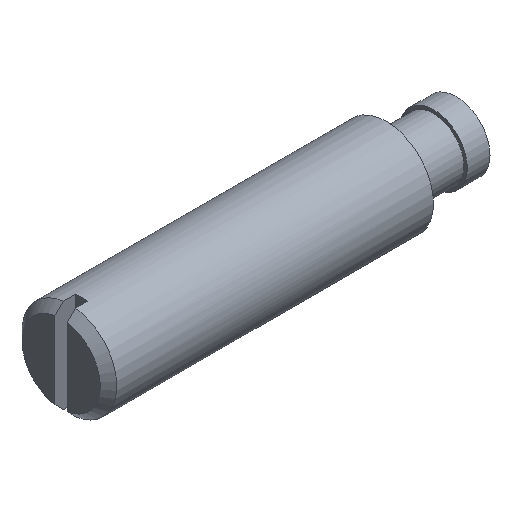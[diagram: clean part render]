
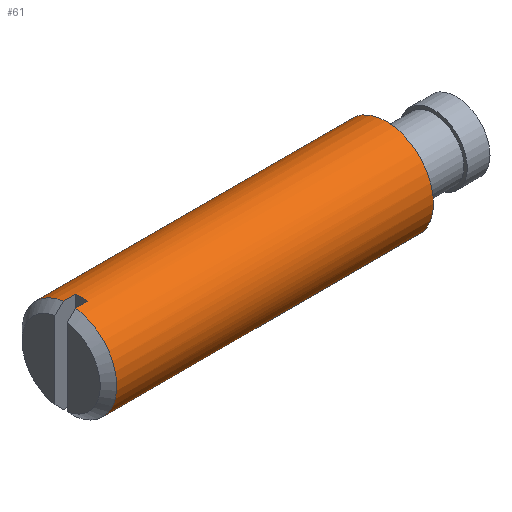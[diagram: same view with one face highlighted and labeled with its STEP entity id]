
A CAD part, isometric view. The second image highlights one B-rep face of the part: STEP entity #61.
In plain terms, the highlighted cylindrical face has radius 7 mm (diameter 14 mm), a full revolution.
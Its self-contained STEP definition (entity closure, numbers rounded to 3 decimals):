
#61 = ADVANCED_FACE( '', ( #121, #122 ), #123, .T. );
#121 = FACE_OUTER_BOUND( '', #173, .T. );
#122 = FACE_OUTER_BOUND( '', #174, .T. );
#123 = CYLINDRICAL_SURFACE( '', #175, 7. );
#173 = EDGE_LOOP( '', ( #264 ) );
#174 = EDGE_LOOP( '', ( #265, #266, #267, #268, #269, #270, #271, #272 ) );
#175 = AXIS2_PLACEMENT_3D( '', #273, #274, #275 );
#264 = ORIENTED_EDGE( '', *, *, #283, .F. );
#265 = ORIENTED_EDGE( '', *, *, #311, .T. );
#266 = ORIENTED_EDGE( '', *, *, #294, .T. );
#267 = ORIENTED_EDGE( '', *, *, #297, .F. );
#268 = ORIENTED_EDGE( '', *, *, #286, .T. );
#269 = ORIENTED_EDGE( '', *, *, #279, .T. );
#270 = ORIENTED_EDGE( '', *, *, #288, .T. );
#271 = ORIENTED_EDGE( '', *, *, #298, .F. );
#272 = ORIENTED_EDGE( '', *, *, #292, .T. );
#273 = CARTESIAN_POINT( '', ( 60., 0., 0. ) );
#274 = DIRECTION( '', ( -1., 0., 0. ) );
#275 = DIRECTION( '', ( 0., 1., 0. ) );
#279 = EDGE_CURVE( '', #319, #317, #320, .T. );
#283 = EDGE_CURVE( '', #325, #325, #326, .T. );
#286 = EDGE_CURVE( '', #329, #319, #330, .F. );
#288 = EDGE_CURVE( '', #317, #331, #333, .T. );
#292 = EDGE_CURVE( '', #340, #338, #341, .F. );
#294 = EDGE_CURVE( '', #344, #342, #345, .T. );
#297 = EDGE_CURVE( '', #329, #342, #348, .T. );
#298 = EDGE_CURVE( '', #340, #331, #349, .T. );
#311 = EDGE_CURVE( '', #338, #344, #364, .T. );
#317 = VERTEX_POINT( '', #370 );
#319 = VERTEX_POINT( '', #375 );
#320 = CIRCLE( '', #376, 7. );
#325 = VERTEX_POINT( '', #384 );
#326 = CIRCLE( '', #385, 7. );
#329 = VERTEX_POINT( '', #389 );
#330 = LINE( '', #390, #391 );
#331 = VERTEX_POINT( '', #392 );
#333 = LINE( '', #395, #396 );
#338 = VERTEX_POINT( '', #402 );
#340 = VERTEX_POINT( '', #407 );
#341 = LINE( '', #408, #409 );
#342 = VERTEX_POINT( '', #410 );
#344 = VERTEX_POINT( '', #413 );
#345 = LINE( '', #414, #415 );
#348 = CIRCLE( '', #421, 7. );
#349 = CIRCLE( '', #422, 7. );
#364 = CIRCLE( '', #437, 7. );
#370 = CARTESIAN_POINT( '', ( 1.227, 0.9, 6.942 ) );
#375 = CARTESIAN_POINT( '', ( 1.227, 0.9, -6.942 ) );
#376 = AXIS2_PLACEMENT_3D( '', #442, #443, #444 );
#384 = CARTESIAN_POINT( '', ( 48., 7., 0. ) );
#385 = AXIS2_PLACEMENT_3D( '', #448, #449, #450 );
#389 = CARTESIAN_POINT( '', ( 3., 0.9, -6.942 ) );
#390 = CARTESIAN_POINT( '', ( 60., 0.9, -6.942 ) );
#391 = VECTOR( '', #452, 1000. );
#392 = CARTESIAN_POINT( '', ( 3., 0.9, 6.942 ) );
#395 = CARTESIAN_POINT( '', ( 60., 0.9, 6.942 ) );
#396 = VECTOR( '', #454, 1000. );
#402 = CARTESIAN_POINT( '', ( 1.227, -0.9, 6.942 ) );
#407 = CARTESIAN_POINT( '', ( 3., -0.9, 6.942 ) );
#408 = CARTESIAN_POINT( '', ( 60., -0.9, 6.942 ) );
#409 = VECTOR( '', #456, 1000. );
#410 = CARTESIAN_POINT( '', ( 3., -0.9, -6.942 ) );
#413 = CARTESIAN_POINT( '', ( 1.227, -0.9, -6.942 ) );
#414 = CARTESIAN_POINT( '', ( 60., -0.9, -6.942 ) );
#415 = VECTOR( '', #458, 1000. );
#421 = AXIS2_PLACEMENT_3D( '', #459, #460, #461 );
#422 = AXIS2_PLACEMENT_3D( '', #462, #463, #464 );
#437 = AXIS2_PLACEMENT_3D( '', #477, #478, #479 );
#442 = CARTESIAN_POINT( '', ( 1.227, 0., 0. ) );
#443 = DIRECTION( '', ( 1., 0., 0. ) );
#444 = DIRECTION( '', ( 0., 1., 0. ) );
#448 = CARTESIAN_POINT( '', ( 48., 0., 0. ) );
#449 = DIRECTION( '', ( 1., 0., 0. ) );
#450 = DIRECTION( '', ( 0., 1., 0. ) );
#452 = DIRECTION( '', ( 1., 0., 0. ) );
#454 = DIRECTION( '', ( 1., 0., 0. ) );
#456 = DIRECTION( '', ( 1., 0., 0. ) );
#458 = DIRECTION( '', ( 1., 0., 0. ) );
#459 = CARTESIAN_POINT( '', ( 3., 0., 0. ) );
#460 = DIRECTION( '', ( -1., 0., 0. ) );
#461 = DIRECTION( '', ( 0., 0., 1. ) );
#462 = CARTESIAN_POINT( '', ( 3., 0., 0. ) );
#463 = DIRECTION( '', ( -1., 0., 0. ) );
#464 = DIRECTION( '', ( 0., 0., 1. ) );
#477 = CARTESIAN_POINT( '', ( 1.227, 0., 0. ) );
#478 = DIRECTION( '', ( 1., 0., 0. ) );
#479 = DIRECTION( '', ( 0., 1., 0. ) );
